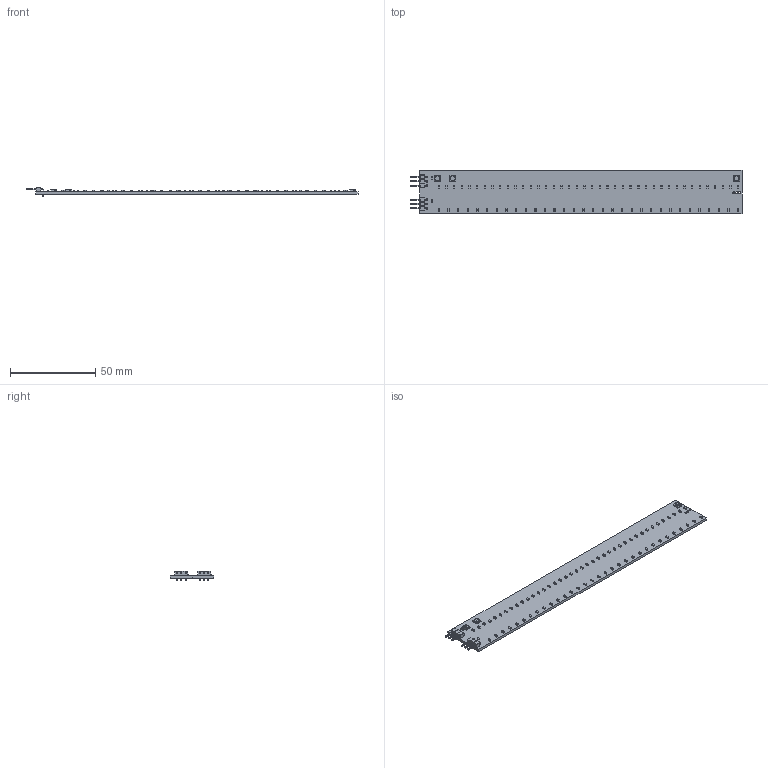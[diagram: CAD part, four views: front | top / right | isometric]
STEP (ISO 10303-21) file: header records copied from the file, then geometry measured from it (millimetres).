
FILE_DESCRIPTION(('KiCad electronic assembly'),'2;1');
FILE_NAME('LitLine35mm.step','2019-10-30T21:20:15',('An Author'),( 'A Company'),'Open CASCADE STEP processor 6.9', 'KiCad to STEP converter','Unknown');
FILE_SCHEMA(('AUTOMOTIVE_DESIGN { 1 0 10303 214 1 1 1 1 }'));
Length unit declared in the file: millimetre
Products named in the file (10): Open CASCADE STEP translator 6.9 1; PinHeader_1x03_P2.54mm_Horizontal; SOLID; R_0603_1608Metric; C_0603_1608Metric; SMD3535_RGB; COMPOUND
Assembly tree (84 placements, depth 3):
  Open CASCADE STEP translator 6.9 1
    PinHeader_1x03_P2.54mm_Horizontal  x2
      SOLID
    R_0603_1608Metric  x2
      SOLID
    C_0603_1608Metric  x72
      SOLID
    SMD3535_RGB  x3
      COMPOUND
    COMPOUND
Bounding box: 194.82 x 25.53 x 5.54 mm (x, y, z)
Volume: 7938.2 mm3; surface area: 11424 mm2
Topology: 176 solids, 176 shells, 4046 faces, 9685 edges, 6117 vertices
Faces by surface type: plane 1993, cylinder 1522, torus 321, sphere 180, bspline 21, cone 9
Full cylindrical faces by diameter (mm): 0.025 x75, 1 x6, 1.2 x3
Entity records: 59707 total; most frequent: CARTESIAN_POINT 23629, DIRECTION 6588, LINE 3422, VECTOR 3422, ORIENTED_EDGE 3382, PCURVE 3382, DEFINITIONAL_REPRESENTATION 3382, EDGE_CURVE 1691
